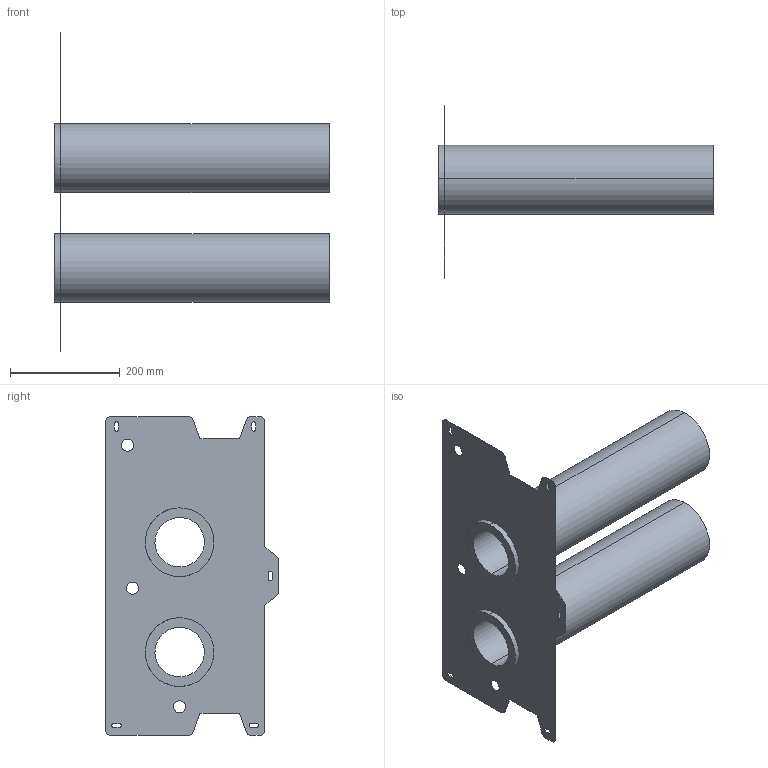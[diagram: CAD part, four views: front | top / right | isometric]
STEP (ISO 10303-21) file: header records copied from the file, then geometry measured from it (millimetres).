
FILE_DESCRIPTION (( 'STEP AP203' ), '1' );
FILE_NAME ('Dummy-0092.0610-Montageplatte WS 75 H MP_.step', '2024-10-17T14:33:18', ( '' ), ( '' ), 'SwSTEP 2.0', 'SolidWorks 2021', '' );
FILE_SCHEMA (( 'CONFIG_CONTROL_DESIGN' ));
Length unit declared in the file: millimetre
Products named in the file (3): Dummy-0018.1449.0000-Montageplatte WS 75 H MP; Dummy-0092.0610-Montageplatte WS 75 H MP_; Dummy-0093.1436.0000-0095.0664-Wandhülsen DN 90_BRep_Config
Assembly tree (3 placements, depth 2):
  Dummy-0092.0610-Montageplatte WS 75 H MP_
    Dummy-0018.1449.0000-Montageplatte WS 75 H MP
    Dummy-0093.1436.0000-0095.0664-Wandhülsen DN 90_BRep_Config  x2
Bounding box: 500 x 315 x 580 mm (x, y, z)
Volume: 6087950.6 mm3; surface area: 983554.8 mm2
Topology: 3 solids, 3 shells, 81 faces, 225 edges, 150 vertices
Faces by surface type: cylinder 43, plane 38
Entity records: 2712 total; most frequent: DIRECTION 431, CARTESIAN_POINT 412, ORIENTED_EDGE 402, EDGE_CURVE 201, AXIS2_PLACEMENT_3D 153, VERTEX_POINT 134, VECTOR 125, LINE 125
